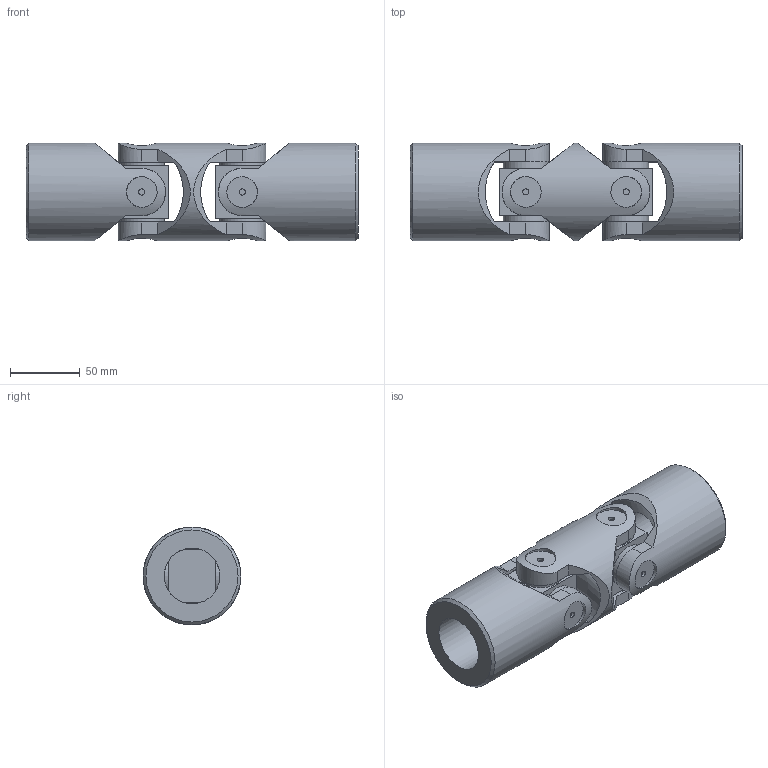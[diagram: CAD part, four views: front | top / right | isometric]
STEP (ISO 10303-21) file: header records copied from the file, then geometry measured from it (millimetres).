
FILE_DESCRIPTION( ( 'STEP AP214' ), '1' );
FILE_NAME( 'SGBD_40000_2_14b.stp', ' ', ( ' ' ), ( ' ' ), 'PSStep 15.0.47', 'PARTsolutions', ' ' );
FILE_SCHEMA( ( 'AUTOMOTIVE_DESIGN { 1 0 10303 214 1 1 1 1 }' ) );
Length unit declared in the file: millimetre
Products named in the file (4): SGBD 40000; HI_8GBD-1100; HI_8GBD-2; HI_8GBD-3
Assembly tree (5 placements, depth 2):
  SGBD 40000
    HI_8GBD-1100  x2
    HI_8GBD-2  x2
    HI_8GBD-3
Bounding box: 238 x 70 x 70 mm (x, y, z)
Volume: 589107.7 mm3; surface area: 108431.2 mm2
Topology: 5 solids, 5 shells, 113 faces, 253 edges, 174 vertices
Faces by surface type: plane 70, cylinder 37, torus 4, cone 2
Full cylindrical faces by diameter (mm): 4.4 x8, 22 x8, 32 x8, 40 x2, 70 x3
Entity records: 3730 total; most frequent: CARTESIAN_POINT 1477, DIRECTION 330, ORIENTED_EDGE 276, EDGE_CURVE 138, AXIS2_PLACEMENT_3D 129, EDGE_LOOP 114, VERTEX_POINT 104, FACE_OUTER_BOUND 95
